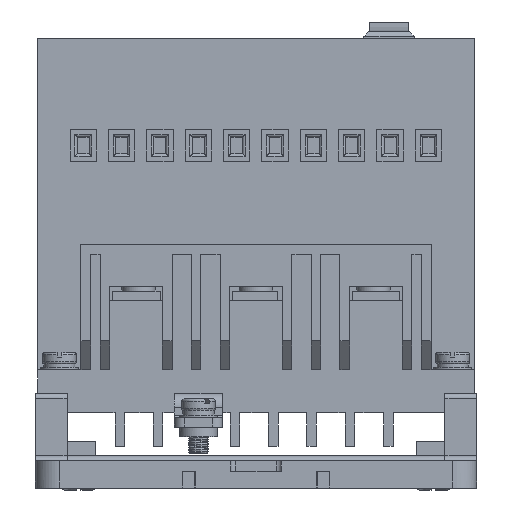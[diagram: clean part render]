
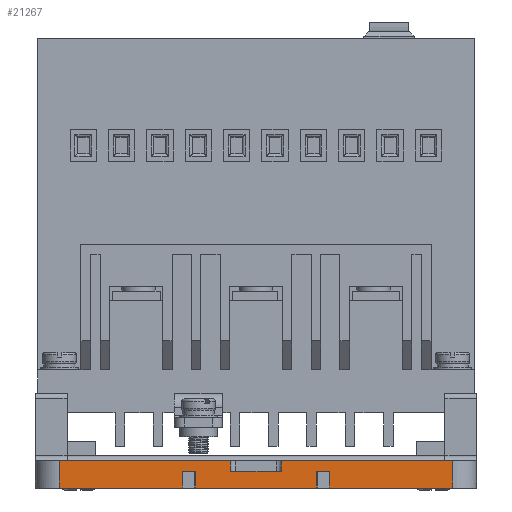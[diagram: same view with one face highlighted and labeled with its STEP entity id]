
A CAD part, front view. The second image highlights one B-rep face of the part: STEP entity #21267.
In plain terms, the highlighted planar face has unit normal (0, -1, 0).
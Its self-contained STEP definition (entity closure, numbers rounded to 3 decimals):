
#191 = LINE ( 'NONE', #30428, #31153 ) ;
#330 = FACE_OUTER_BOUND ( 'NONE', #24551, .T. ) ;
#482 = CARTESIAN_POINT ( 'NONE',  ( 51.3, 0., 19.7 ) ) ;
#545 = CARTESIAN_POINT ( 'NONE',  ( 30.6, 0., 0. ) ) ;
#794 = CARTESIAN_POINT ( 'NONE',  ( 33.3, 0., 19.7 ) ) ;
#2055 = ORIENTED_EDGE ( 'NONE', *, *, #32871, .F. ) ;
#2582 = LINE ( 'NONE', #45534, #10329 ) ;
#3628 = VECTOR ( 'NONE', #16719, 1000. ) ;
#3639 = VERTEX_POINT ( 'NONE', #49202 ) ;
#4405 = LINE ( 'NONE', #17159, #6951 ) ;
#4580 = CARTESIAN_POINT ( 'NONE',  ( 33.3, 0., 0. ) ) ;
#4608 = CARTESIAN_POINT ( 'NONE',  ( 92., 0., 3.5 ) ) ;
#4728 = DIRECTION ( 'NONE',  ( -1., 0., 0. ) ) ;
#4834 = DIRECTION ( 'NONE',  ( 0., 0., -1. ) ) ;
#4987 = CARTESIAN_POINT ( 'NONE',  ( 92., 0., 0. ) ) ;
#5349 = EDGE_CURVE ( 'NONE', #43335, #22100, #22369, .T. ) ;
#5396 = VERTEX_POINT ( 'NONE', #15463 ) ;
#5472 = VECTOR ( 'NONE', #43783, 1000. ) ;
#5733 = EDGE_CURVE ( 'NONE', #40088, #13058, #38363, .T. ) ;
#5747 = EDGE_CURVE ( 'NONE', #22100, #47329, #28781, .T. ) ;
#6509 = VERTEX_POINT ( 'NONE', #14871 ) ;
#6679 = ORIENTED_EDGE ( 'NONE', *, *, #45968, .F. ) ;
#6689 = CARTESIAN_POINT ( 'NONE',  ( 58.7, 0., 19.7 ) ) ;
#6951 = VECTOR ( 'NONE', #4728, 1000. ) ;
#7472 = VECTOR ( 'NONE', #14324, 1000. ) ;
#8115 = VECTOR ( 'NONE', #49814, 1000. ) ;
#8552 = DIRECTION ( 'NONE',  ( 0., 0., 1. ) ) ;
#9454 = DIRECTION ( 'NONE',  ( -1., 0., 0. ) ) ;
#9764 = ORIENTED_EDGE ( 'NONE', *, *, #24725, .F. ) ;
#10329 = VECTOR ( 'NONE', #4834, 1000. ) ;
#10448 = EDGE_CURVE ( 'NONE', #15795, #3639, #16637, .T. ) ;
#10836 = DIRECTION ( 'NONE',  ( 0., 0., -1. ) ) ;
#10860 = VERTEX_POINT ( 'NONE', #48103 ) ;
#12096 = CARTESIAN_POINT ( 'NONE',  ( 0., 0., 5.7 ) ) ;
#13058 = VERTEX_POINT ( 'NONE', #49636 ) ;
#13842 = LINE ( 'NONE', #27796, #5472 ) ;
#13961 = CARTESIAN_POINT ( 'NONE',  ( 92., 0., 3.5 ) ) ;
#14324 = DIRECTION ( 'NONE',  ( 0., 0., -1. ) ) ;
#14389 = LINE ( 'NONE', #23913, #25399 ) ;
#14871 = CARTESIAN_POINT ( 'NONE',  ( 40.7, 0., 5.7 ) ) ;
#15193 = EDGE_CURVE ( 'NONE', #47329, #15795, #14389, .T. ) ;
#15382 = PLANE ( 'NONE',  #18587 ) ;
#15463 = CARTESIAN_POINT ( 'NONE',  ( 40.7, 0., 3.5 ) ) ;
#15795 = VERTEX_POINT ( 'NONE', #39705 ) ;
#15890 = VERTEX_POINT ( 'NONE', #40409 ) ;
#15957 = ORIENTED_EDGE ( 'NONE', *, *, #15981, .F. ) ;
#15981 = EDGE_CURVE ( 'NONE', #27084, #10860, #37509, .T. ) ;
#16637 = LINE ( 'NONE', #13961, #48176 ) ;
#16719 = DIRECTION ( 'NONE',  ( 0., 0., 1. ) ) ;
#17159 = CARTESIAN_POINT ( 'NONE',  ( 92., 0., 0. ) ) ;
#18203 = VECTOR ( 'NONE', #41051, 1000. ) ;
#18587 = AXIS2_PLACEMENT_3D ( 'NONE', #52310, #19515, #52478 ) ;
#19366 = EDGE_CURVE ( 'NONE', #49666, #44835, #4405, .T. ) ;
#19515 = DIRECTION ( 'NONE',  ( 0., 1., 0. ) ) ;
#19915 = DIRECTION ( 'NONE',  ( 0., 0., 1. ) ) ;
#20642 = VECTOR ( 'NONE', #50326, 1000. ) ;
#20985 = ORIENTED_EDGE ( 'NONE', *, *, #39225, .F. ) ;
#21267 = ADVANCED_FACE ( 'NONE', ( #330 ), #15382, .F. ) ;
#21440 = CARTESIAN_POINT ( 'NONE',  ( 58.7, 0., 0. ) ) ;
#22017 = LINE ( 'NONE', #22629, #22627 ) ;
#22100 = VERTEX_POINT ( 'NONE', #48770 ) ;
#22369 = LINE ( 'NONE', #44233, #42289 ) ;
#22627 = VECTOR ( 'NONE', #9454, 1000. ) ;
#22629 = CARTESIAN_POINT ( 'NONE',  ( 92., 0., 3.5 ) ) ;
#23187 = CARTESIAN_POINT ( 'NONE',  ( 40.7, 0., 19.7 ) ) ;
#23913 = CARTESIAN_POINT ( 'NONE',  ( 61.4, 0., 19.7 ) ) ;
#24027 = CARTESIAN_POINT ( 'NONE',  ( 30.6, 0., 3.5 ) ) ;
#24479 = CARTESIAN_POINT ( 'NONE',  ( 5., 0., 19.7 ) ) ;
#24551 = EDGE_LOOP ( 'NONE', ( #2055, #35078, #15957, #25854, #48492, #6679, #20985, #35966, #9764, #25829, #40384, #31889, #33798, #47065, #42316, #25278 ) ) ;
#24725 = EDGE_CURVE ( 'NONE', #3639, #49666, #28020, .T. ) ;
#25278 = ORIENTED_EDGE ( 'NONE', *, *, #39135, .F. ) ;
#25399 = VECTOR ( 'NONE', #19915, 1000. ) ;
#25489 = EDGE_CURVE ( 'NONE', #10860, #6509, #191, .T. ) ;
#25829 = ORIENTED_EDGE ( 'NONE', *, *, #10448, .F. ) ;
#25854 = ORIENTED_EDGE ( 'NONE', *, *, #34060, .F. ) ;
#27084 = VERTEX_POINT ( 'NONE', #42071 ) ;
#27796 = CARTESIAN_POINT ( 'NONE',  ( 92., 0., 0. ) ) ;
#27910 = EDGE_CURVE ( 'NONE', #35773, #40668, #2582, .T. ) ;
#28020 = LINE ( 'NONE', #6689, #53149 ) ;
#28149 = CARTESIAN_POINT ( 'NONE',  ( 87., 0., 5.7 ) ) ;
#28411 = DIRECTION ( 'NONE',  ( 0., 0., 1. ) ) ;
#28781 = LINE ( 'NONE', #4987, #8115 ) ;
#30428 = CARTESIAN_POINT ( 'NONE',  ( 0., 0., 5.7 ) ) ;
#31153 = VECTOR ( 'NONE', #42440, 1000. ) ;
#31448 = CARTESIAN_POINT ( 'NONE',  ( 51.3, 0., 3.5 ) ) ;
#31889 = ORIENTED_EDGE ( 'NONE', *, *, #5747, .F. ) ;
#32155 = VECTOR ( 'NONE', #8552, 1000. ) ;
#32871 = EDGE_CURVE ( 'NONE', #6509, #5396, #46187, .T. ) ;
#33798 = ORIENTED_EDGE ( 'NONE', *, *, #5349, .F. ) ;
#34060 = EDGE_CURVE ( 'NONE', #40668, #27084, #13842, .T. ) ;
#35078 = ORIENTED_EDGE ( 'NONE', *, *, #25489, .F. ) ;
#35764 = EDGE_CURVE ( 'NONE', #13058, #43335, #43308, .T. ) ;
#35773 = VERTEX_POINT ( 'NONE', #24027 ) ;
#35966 = ORIENTED_EDGE ( 'NONE', *, *, #19366, .F. ) ;
#36678 = LINE ( 'NONE', #4608, #20642 ) ;
#37509 = LINE ( 'NONE', #24479, #50403 ) ;
#38363 = LINE ( 'NONE', #482, #3628 ) ;
#39135 = EDGE_CURVE ( 'NONE', #5396, #40088, #36678, .T. ) ;
#39225 = EDGE_CURVE ( 'NONE', #44835, #15890, #44367, .T. ) ;
#39705 = CARTESIAN_POINT ( 'NONE',  ( 61.4, 0., 3.5 ) ) ;
#40088 = VERTEX_POINT ( 'NONE', #31448 ) ;
#40384 = ORIENTED_EDGE ( 'NONE', *, *, #15193, .F. ) ;
#40409 = CARTESIAN_POINT ( 'NONE',  ( 33.3, 0., 3.5 ) ) ;
#40668 = VERTEX_POINT ( 'NONE', #545 ) ;
#41051 = DIRECTION ( 'NONE',  ( 1., 0., 0. ) ) ;
#42071 = CARTESIAN_POINT ( 'NONE',  ( 5., 0., 0. ) ) ;
#42289 = VECTOR ( 'NONE', #43713, 1000. ) ;
#42316 = ORIENTED_EDGE ( 'NONE', *, *, #5733, .F. ) ;
#42440 = DIRECTION ( 'NONE',  ( 1., 0., 0. ) ) ;
#43308 = LINE ( 'NONE', #12096, #18203 ) ;
#43335 = VERTEX_POINT ( 'NONE', #28149 ) ;
#43713 = DIRECTION ( 'NONE',  ( 0., 0., -1. ) ) ;
#43783 = DIRECTION ( 'NONE',  ( -1., 0., 0. ) ) ;
#44233 = CARTESIAN_POINT ( 'NONE',  ( 87., 0., 19.7 ) ) ;
#44367 = LINE ( 'NONE', #794, #32155 ) ;
#44835 = VERTEX_POINT ( 'NONE', #4580 ) ;
#45534 = CARTESIAN_POINT ( 'NONE',  ( 30.6, 0., 19.7 ) ) ;
#45968 = EDGE_CURVE ( 'NONE', #15890, #35773, #22017, .T. ) ;
#46187 = LINE ( 'NONE', #23187, #7472 ) ;
#46906 = DIRECTION ( 'NONE',  ( -1., 0., 0. ) ) ;
#47065 = ORIENTED_EDGE ( 'NONE', *, *, #35764, .F. ) ;
#47329 = VERTEX_POINT ( 'NONE', #50787 ) ;
#48103 = CARTESIAN_POINT ( 'NONE',  ( 5., 0., 5.7 ) ) ;
#48176 = VECTOR ( 'NONE', #46906, 1000. ) ;
#48492 = ORIENTED_EDGE ( 'NONE', *, *, #27910, .F. ) ;
#48770 = CARTESIAN_POINT ( 'NONE',  ( 87., 0., 0. ) ) ;
#49202 = CARTESIAN_POINT ( 'NONE',  ( 58.7, 0., 3.5 ) ) ;
#49636 = CARTESIAN_POINT ( 'NONE',  ( 51.3, 0., 5.7 ) ) ;
#49666 = VERTEX_POINT ( 'NONE', #21440 ) ;
#49814 = DIRECTION ( 'NONE',  ( -1., 0., 0. ) ) ;
#50326 = DIRECTION ( 'NONE',  ( 1., 0., 0. ) ) ;
#50403 = VECTOR ( 'NONE', #28411, 1000. ) ;
#50787 = CARTESIAN_POINT ( 'NONE',  ( 61.4, 0., 0. ) ) ;
#52310 = CARTESIAN_POINT ( 'NONE',  ( 92., 0., 19.7 ) ) ;
#52478 = DIRECTION ( 'NONE',  ( -1., 0., 0. ) ) ;
#53149 = VECTOR ( 'NONE', #10836, 1000. ) ;
